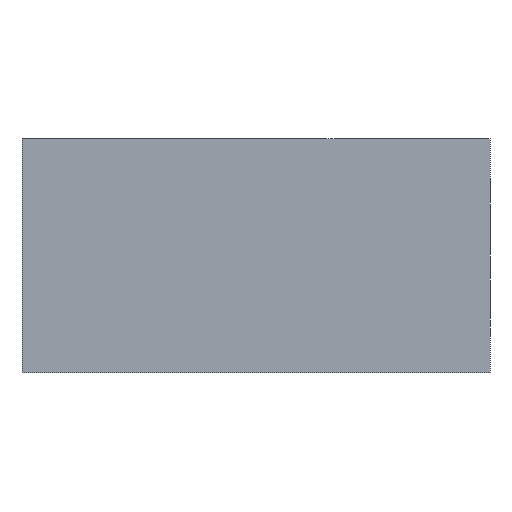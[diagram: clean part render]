
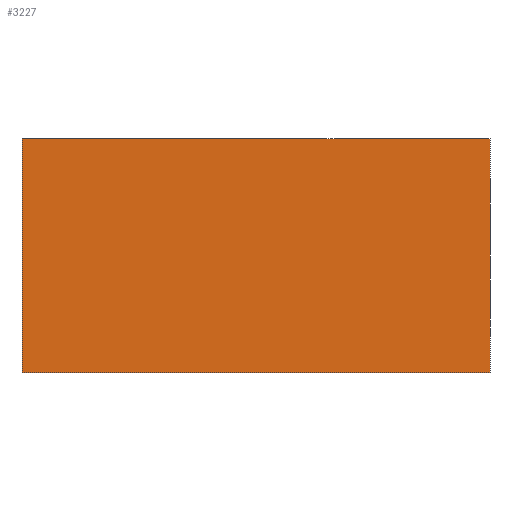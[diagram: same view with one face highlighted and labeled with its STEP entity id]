
A CAD part, front view. The second image highlights one B-rep face of the part: STEP entity #3227.
In plain terms, the highlighted planar face has unit normal (0, -1, 0).
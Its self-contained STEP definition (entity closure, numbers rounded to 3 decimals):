
#9=DIRECTION('',(1.,0.,0.));
#10=VECTOR('',#9,63.5);
#11=CARTESIAN_POINT('',(-31.75,0.,-15.875));
#12=LINE('',#11,#10);
#115=DIRECTION('',(1.,0.,0.));
#116=VECTOR('',#115,63.5);
#117=CARTESIAN_POINT('',(-31.75,0.,15.875));
#118=LINE('',#117,#116);
#207=DIRECTION('',(0.,0.,1.));
#208=VECTOR('',#207,31.75);
#209=CARTESIAN_POINT('',(31.75,0.,-15.875));
#210=LINE('',#209,#208);
#221=DIRECTION('',(0.,0.,1.));
#222=VECTOR('',#221,31.75);
#223=CARTESIAN_POINT('',(-31.75,0.,-15.875));
#224=LINE('',#223,#222);
#2623=CARTESIAN_POINT('',(-31.75,0.,-15.875));
#2624=CARTESIAN_POINT('',(31.75,0.,-15.875));
#2625=VERTEX_POINT('',#2623);
#2626=VERTEX_POINT('',#2624);
#2631=CARTESIAN_POINT('',(-31.75,0.,15.875));
#2632=CARTESIAN_POINT('',(31.75,0.,15.875));
#2633=VERTEX_POINT('',#2631);
#2634=VERTEX_POINT('',#2632);
#3215=CARTESIAN_POINT('',(-31.75,0.,-15.875));
#3216=DIRECTION('',(0.,-1.,0.));
#3217=DIRECTION('',(1.,0.,0.));
#3218=AXIS2_PLACEMENT_3D('',#3215,#3216,#3217);
#3219=PLANE('',#3218);
#3220=ORIENTED_EDGE('',*,*,#3076,.F.);
#3222=ORIENTED_EDGE('',*,*,#3221,.T.);
#3223=ORIENTED_EDGE('',*,*,#3139,.T.);
#3224=ORIENTED_EDGE('',*,*,#3202,.F.);
#3225=EDGE_LOOP('',(#3220,#3222,#3223,#3224));
#3226=FACE_OUTER_BOUND('',#3225,.F.);
#3227=ADVANCED_FACE('',(#3226),#3219,.T.);
#3076=EDGE_CURVE('',#2625,#2626,#12,.T.);
#3139=EDGE_CURVE('',#2633,#2634,#118,.T.);
#3202=EDGE_CURVE('',#2626,#2634,#210,.T.);
#3221=EDGE_CURVE('',#2625,#2633,#224,.T.);
